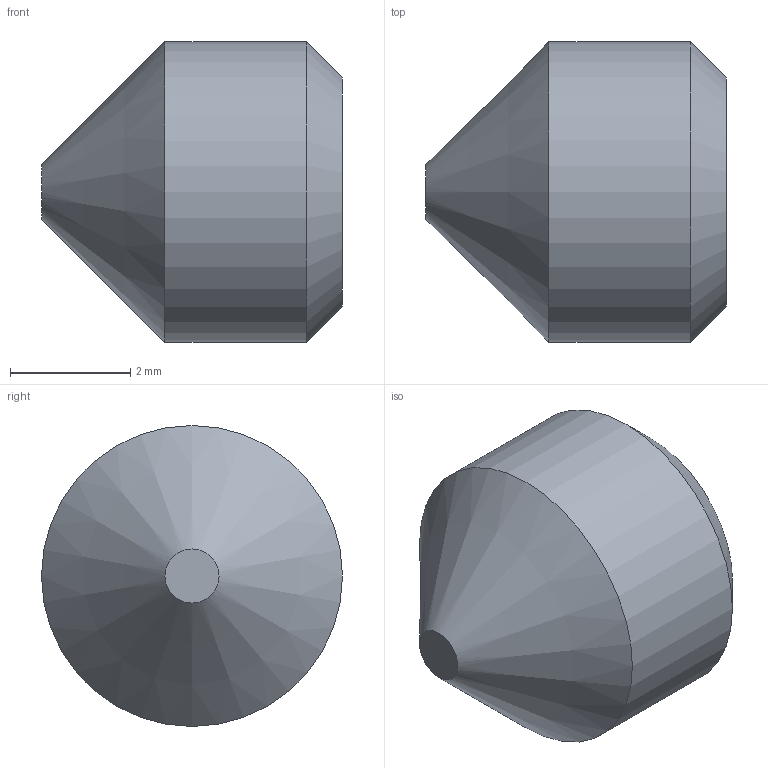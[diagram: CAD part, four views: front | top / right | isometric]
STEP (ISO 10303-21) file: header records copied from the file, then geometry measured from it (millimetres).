
FILE_DESCRIPTION (( 'STEP AP203' ), '1' );
FILE_NAME ('58306-240-5.step', '2019-12-13T13:02:18', ( '' ), ( '' ), 'SwSTEP 2.0', 'SolidWorks 2015', '' );
FILE_SCHEMA (( 'CONFIG_CONTROL_DESIGN' ));
Length unit declared in the file: millimetre
Products named in the file (2): 58306-240-5
Bounding box: 5 x 5 x 5 mm (x, y, z)
Volume: 55.3 mm3; surface area: 114.6 mm2
Topology: 1 solids, 1 shells, 165 faces, 435 edges, 291 vertices
Faces by surface type: bspline 92, plane 70, cone 2, cylinder 1
Full cylindrical faces by diameter (mm): 5 x1
Entity records: 11619 total; most frequent: CARTESIAN_POINT 8028, ORIENTED_EDGE 860, EDGE_CURVE 430, DIRECTION 400, VERTEX_POINT 288, LINE 242, VECTOR 242, EDGE_LOOP 186
